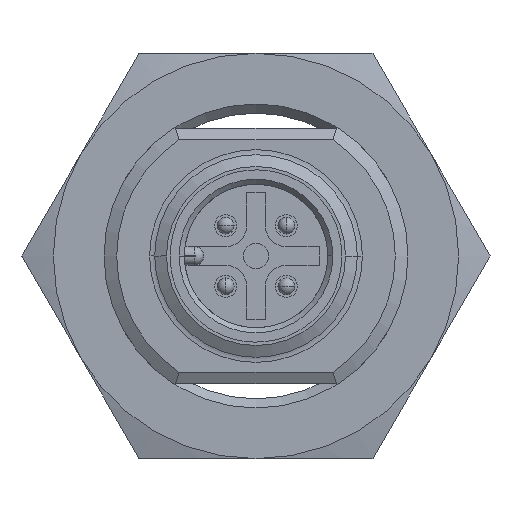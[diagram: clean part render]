
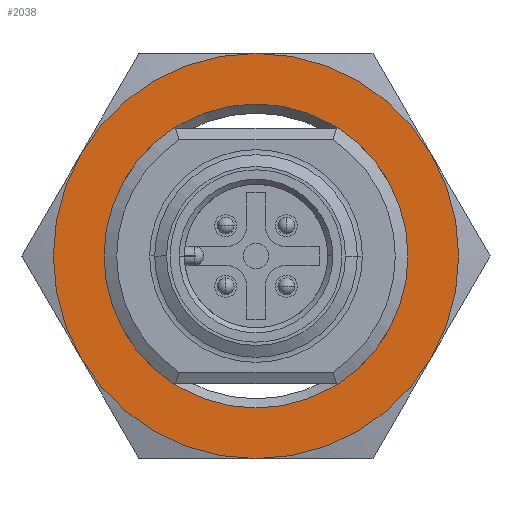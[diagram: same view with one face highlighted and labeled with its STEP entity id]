
A CAD part, front view. The second image highlights one B-rep face of the part: STEP entity #2038.
In plain terms, the highlighted planar face has unit normal (0, -1, 0).
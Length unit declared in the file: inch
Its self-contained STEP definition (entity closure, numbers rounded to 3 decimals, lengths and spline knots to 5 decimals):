
#73 = DIRECTION ( 'NONE',  ( 0., 1., 0. ) ) ;
#107 = CIRCLE ( 'NONE', #3448, 0.47244 ) ;
#241 = DIRECTION ( 'NONE',  ( 0., 0., -1. ) ) ;
#269 = CARTESIAN_POINT ( 'NONE',  ( 0., -0.55748, 0. ) ) ;
#418 = AXIS2_PLACEMENT_3D ( 'NONE', #1364, #3564, #241 ) ;
#430 = VERTEX_POINT ( 'NONE', #1124 ) ;
#434 = CARTESIAN_POINT ( 'NONE',  ( -0.40915, -0.55748, -0.23622 ) ) ;
#581 = EDGE_CURVE ( 'NONE', #992, #896, #2595, .T. ) ;
#701 = EDGE_CURVE ( 'NONE', #3266, #992, #3593, .T. ) ;
#742 = DIRECTION ( 'NONE',  ( 0., 0., -1. ) ) ;
#773 = AXIS2_PLACEMENT_3D ( 'NONE', #2620, #1880, #742 ) ;
#825 = EDGE_LOOP ( 'NONE', ( #1635 ) ) ;
#835 = CARTESIAN_POINT ( 'NONE',  ( 0., -0.55748, 0. ) ) ;
#896 = VERTEX_POINT ( 'NONE', #434 ) ;
#912 = VERTEX_POINT ( 'NONE', #2740 ) ;
#992 = VERTEX_POINT ( 'NONE', #4304 ) ;
#1124 = CARTESIAN_POINT ( 'NONE',  ( 0.40915, -0.55748, 0.23622 ) ) ;
#1335 = EDGE_CURVE ( 'NONE', #2692, #3633, #107, .T. ) ;
#1364 = CARTESIAN_POINT ( 'NONE',  ( 0., -0.55748, 0. ) ) ;
#1378 = EDGE_LOOP ( 'NONE', ( #3566, #4466, #4176, #2432, #3460, #2539 ) ) ;
#1401 = CARTESIAN_POINT ( 'NONE',  ( 0., -0.55748, 0. ) ) ;
#1561 = DIRECTION ( 'NONE',  ( 0., 0., -1. ) ) ;
#1635 = ORIENTED_EDGE ( 'NONE', *, *, #2617, .T. ) ;
#1679 = DIRECTION ( 'NONE',  ( 0., 1., 0. ) ) ;
#1726 = DIRECTION ( 'NONE',  ( 0., 0., -1. ) ) ;
#1783 = CIRCLE ( 'NONE', #4652, 0.35433 ) ;
#1824 = AXIS2_PLACEMENT_3D ( 'NONE', #269, #2110, #1726 ) ;
#1880 = DIRECTION ( 'NONE',  ( 0., 1., 0. ) ) ;
#2006 = AXIS2_PLACEMENT_3D ( 'NONE', #1401, #2814, #3556 ) ;
#2038 = ADVANCED_FACE ( 'NONE', ( #2050, #2474 ), #3625, .F. ) ;
#2040 = AXIS2_PLACEMENT_3D ( 'NONE', #3418, #3488, #3014 ) ;
#2050 = FACE_BOUND ( 'NONE', #825, .T. ) ;
#2110 = DIRECTION ( 'NONE',  ( 0., 1., 0. ) ) ;
#2116 = CARTESIAN_POINT ( 'NONE',  ( 0., -0.55748, 0.47244 ) ) ;
#2166 = EDGE_CURVE ( 'NONE', #430, #3266, #3957, .T. ) ;
#2306 = CARTESIAN_POINT ( 'NONE',  ( 0.40915, -0.55748, -0.23622 ) ) ;
#2313 = DIRECTION ( 'NONE',  ( 0., 1., 0. ) ) ;
#2432 = ORIENTED_EDGE ( 'NONE', *, *, #3568, .F. ) ;
#2474 = FACE_OUTER_BOUND ( 'NONE', #1378, .T. ) ;
#2539 = ORIENTED_EDGE ( 'NONE', *, *, #4081, .F. ) ;
#2575 = CARTESIAN_POINT ( 'NONE',  ( -0.40915, -0.55748, 0.23622 ) ) ;
#2595 = CIRCLE ( 'NONE', #2040, 0.47244 ) ;
#2617 = EDGE_CURVE ( 'NONE', #912, #912, #1783, .T. ) ;
#2620 = CARTESIAN_POINT ( 'NONE',  ( 0., -0.55748, 0. ) ) ;
#2692 = VERTEX_POINT ( 'NONE', #2575 ) ;
#2740 = CARTESIAN_POINT ( 'NONE',  ( 0., -0.55748, 0.35433 ) ) ;
#2814 = DIRECTION ( 'NONE',  ( 0., 1., 0. ) ) ;
#3014 = DIRECTION ( 'NONE',  ( 0., 0., -1. ) ) ;
#3183 = CARTESIAN_POINT ( 'NONE',  ( 0., -0.55748, 0. ) ) ;
#3191 = AXIS2_PLACEMENT_3D ( 'NONE', #3404, #73, #1561 ) ;
#3266 = VERTEX_POINT ( 'NONE', #2306 ) ;
#3404 = CARTESIAN_POINT ( 'NONE',  ( 0., -0.55748, 0. ) ) ;
#3418 = CARTESIAN_POINT ( 'NONE',  ( 0., -0.55748, 0. ) ) ;
#3448 = AXIS2_PLACEMENT_3D ( 'NONE', #3183, #1679, #4296 ) ;
#3460 = ORIENTED_EDGE ( 'NONE', *, *, #1335, .F. ) ;
#3488 = DIRECTION ( 'NONE',  ( 0., 1., 0. ) ) ;
#3556 = DIRECTION ( 'NONE',  ( 0., 0., -1. ) ) ;
#3564 = DIRECTION ( 'NONE',  ( 0., 1., 0. ) ) ;
#3566 = ORIENTED_EDGE ( 'NONE', *, *, #581, .F. ) ;
#3568 = EDGE_CURVE ( 'NONE', #3633, #430, #4275, .T. ) ;
#3593 = CIRCLE ( 'NONE', #418, 0.47244 ) ;
#3625 = PLANE ( 'NONE',  #2006 ) ;
#3633 = VERTEX_POINT ( 'NONE', #2116 ) ;
#3786 = DIRECTION ( 'NONE',  ( 0., 0., 1. ) ) ;
#3957 = CIRCLE ( 'NONE', #773, 0.47244 ) ;
#4081 = EDGE_CURVE ( 'NONE', #896, #2692, #4691, .T. ) ;
#4176 = ORIENTED_EDGE ( 'NONE', *, *, #2166, .F. ) ;
#4275 = CIRCLE ( 'NONE', #3191, 0.47244 ) ;
#4296 = DIRECTION ( 'NONE',  ( 0., 0., -1. ) ) ;
#4304 = CARTESIAN_POINT ( 'NONE',  ( 0., -0.55748, -0.47244 ) ) ;
#4466 = ORIENTED_EDGE ( 'NONE', *, *, #701, .F. ) ;
#4652 = AXIS2_PLACEMENT_3D ( 'NONE', #835, #2313, #3786 ) ;
#4691 = CIRCLE ( 'NONE', #1824, 0.47244 ) ;
